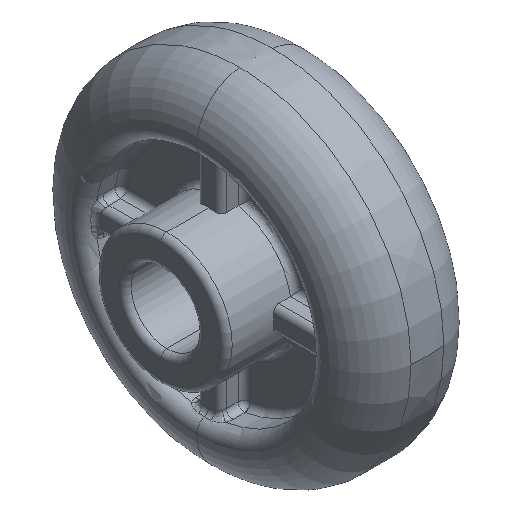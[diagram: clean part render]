
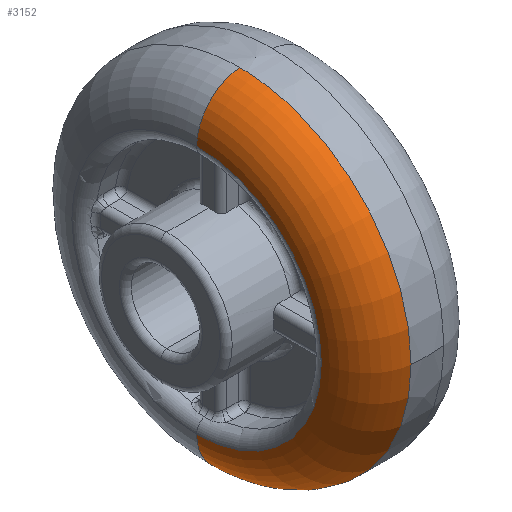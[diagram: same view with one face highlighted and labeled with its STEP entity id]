
A CAD part, isometric view. The second image highlights one B-rep face of the part: STEP entity #3152.
In plain terms, the highlighted toroidal (fillet/blend) face has major radius 5.226 mm and minor radius 2 mm.
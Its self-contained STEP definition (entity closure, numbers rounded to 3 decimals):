
#143 = VERTEX_POINT ( 'NONE', #4769 ) ;
#144 = AXIS2_PLACEMENT_3D ( 'NONE', #2064, #1199, #1163 ) ;
#210 = AXIS2_PLACEMENT_3D ( 'NONE', #5392, #1281, #851 ) ;
#211 = DIRECTION ( 'NONE',  ( 0., 0., -1. ) ) ;
#220 = AXIS2_PLACEMENT_3D ( 'NONE', #5206, #1493, #604 ) ;
#237 = CARTESIAN_POINT ( 'NONE',  ( -2.5, 0., 5.25 ) ) ;
#387 = CIRCLE ( 'NONE', #210, 7.217 ) ;
#421 = CARTESIAN_POINT ( 'NONE',  ( -0.691, -7.217, 0. ) ) ;
#604 = DIRECTION ( 'NONE',  ( 0., 0., -1. ) ) ;
#733 = ORIENTED_EDGE ( 'NONE', *, *, #3003, .T. ) ;
#851 = DIRECTION ( 'NONE',  ( 0., 0., -1. ) ) ;
#1163 = DIRECTION ( 'NONE',  ( 0., 0., -1. ) ) ;
#1199 = DIRECTION ( 'NONE',  ( 0., -1., 0. ) ) ;
#1281 = DIRECTION ( 'NONE',  ( 1., 0., 0. ) ) ;
#1343 = CIRCLE ( 'NONE', #5808, 2. ) ;
#1358 = CIRCLE ( 'NONE', #220, 5.25 ) ;
#1443 = CARTESIAN_POINT ( 'NONE',  ( -0.691, 0., -7.217 ) ) ;
#1449 = VERTEX_POINT ( 'NONE', #421 ) ;
#1493 = DIRECTION ( 'NONE',  ( 1., 0., 0. ) ) ;
#1539 = CARTESIAN_POINT ( 'NONE',  ( -0.691, 0., 0. ) ) ;
#1840 = ORIENTED_EDGE ( 'NONE', *, *, #2039, .F. ) ;
#2039 = EDGE_CURVE ( 'NONE', #1449, #2778, #387, .T. ) ;
#2064 = CARTESIAN_POINT ( 'NONE',  ( -0.5, 0., -5.226 ) ) ;
#2281 = DIRECTION ( 'NONE',  ( 1., 0., 0. ) ) ;
#2284 = DIRECTION ( 'NONE',  ( 0., 1., 0. ) ) ;
#2309 = DIRECTION ( 'NONE',  ( 0., 0., -1. ) ) ;
#2535 = ORIENTED_EDGE ( 'NONE', *, *, #2953, .T. ) ;
#2778 = VERTEX_POINT ( 'NONE', #1443 ) ;
#2948 = DIRECTION ( 'NONE',  ( 1., 0., 0. ) ) ;
#2953 = EDGE_CURVE ( 'NONE', #5594, #2778, #3801, .T. ) ;
#3003 = EDGE_CURVE ( 'NONE', #3538, #5594, #1358, .T. ) ;
#3130 = CARTESIAN_POINT ( 'NONE',  ( -0.5, 0., 5.226 ) ) ;
#3152 = ADVANCED_FACE ( 'NONE', ( #4588 ), #3222, .T. ) ;
#3222 = TOROIDAL_SURFACE ( 'NONE', #3342, 5.226, 2. ) ;
#3254 = EDGE_CURVE ( 'NONE', #143, #1449, #4307, .T. ) ;
#3342 = AXIS2_PLACEMENT_3D ( 'NONE', #5073, #2281, #2309 ) ;
#3425 = ORIENTED_EDGE ( 'NONE', *, *, #5264, .F. ) ;
#3538 = VERTEX_POINT ( 'NONE', #237 ) ;
#3641 = AXIS2_PLACEMENT_3D ( 'NONE', #1539, #2948, #211 ) ;
#3738 = CARTESIAN_POINT ( 'NONE',  ( -2.5, 0., -5.25 ) ) ;
#3801 = CIRCLE ( 'NONE', #144, 2. ) ;
#4307 = CIRCLE ( 'NONE', #3641, 7.217 ) ;
#4588 = FACE_OUTER_BOUND ( 'NONE', #5332, .T. ) ;
#4769 = CARTESIAN_POINT ( 'NONE',  ( -0.691, 0., 7.217 ) ) ;
#5073 = CARTESIAN_POINT ( 'NONE',  ( -0.5, 0., 0. ) ) ;
#5206 = CARTESIAN_POINT ( 'NONE',  ( -2.5, 0., 0. ) ) ;
#5264 = EDGE_CURVE ( 'NONE', #3538, #143, #1343, .T. ) ;
#5332 = EDGE_LOOP ( 'NONE', ( #3425, #733, #2535, #1840, #5913 ) ) ;
#5392 = CARTESIAN_POINT ( 'NONE',  ( -0.691, 0., 0. ) ) ;
#5594 = VERTEX_POINT ( 'NONE', #3738 ) ;
#5642 = DIRECTION ( 'NONE',  ( 0., 0., 1. ) ) ;
#5808 = AXIS2_PLACEMENT_3D ( 'NONE', #3130, #2284, #5642 ) ;
#5913 = ORIENTED_EDGE ( 'NONE', *, *, #3254, .F. ) ;
